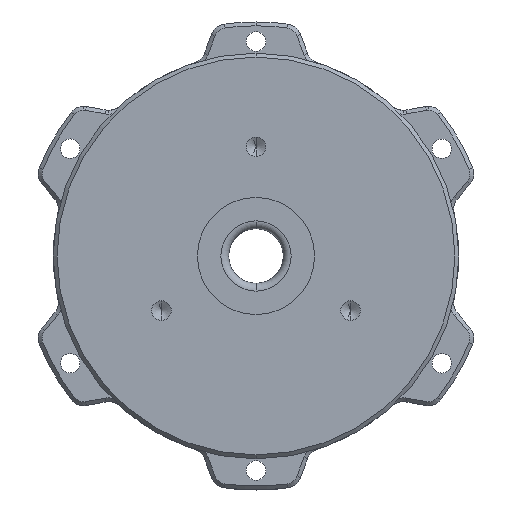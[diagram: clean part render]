
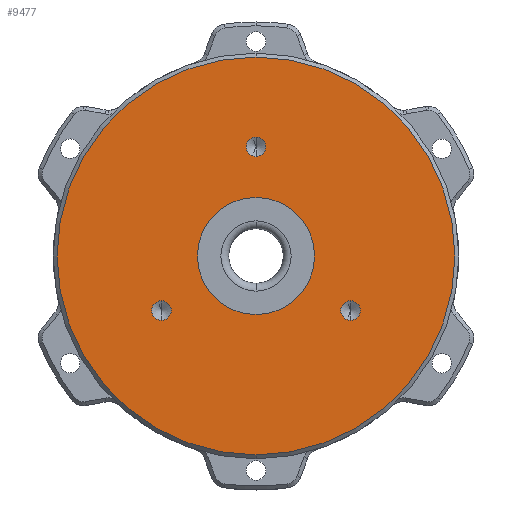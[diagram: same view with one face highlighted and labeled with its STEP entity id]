
A CAD part, front view. The second image highlights one B-rep face of the part: STEP entity #9477.
In plain terms, the highlighted planar face has unit normal (0, -1, 0).
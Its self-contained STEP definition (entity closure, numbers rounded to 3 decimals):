
#85 = CIRCLE ( 'NONE', #5194, 1.25 ) ;
#131 = AXIS2_PLACEMENT_3D ( 'NONE', #3558, #2771, #2809 ) ;
#200 = CARTESIAN_POINT ( 'NONE',  ( 0., 0., 15.25 ) ) ;
#272 = ORIENTED_EDGE ( 'NONE', *, *, #8178, .T. ) ;
#278 = CIRCLE ( 'NONE', #9293, 25.5 ) ;
#325 = CARTESIAN_POINT ( 'NONE',  ( 12.124, 0., -5.75 ) ) ;
#340 = DIRECTION ( 'NONE',  ( 0., 0., -1. ) ) ;
#519 = CARTESIAN_POINT ( 'NONE',  ( 0., 0., 0. ) ) ;
#606 = CARTESIAN_POINT ( 'NONE',  ( 12.124, 0., -7. ) ) ;
#830 = EDGE_CURVE ( 'NONE', #3670, #9313, #7398, .T. ) ;
#857 = EDGE_CURVE ( 'NONE', #1963, #4485, #278, .T. ) ;
#908 = AXIS2_PLACEMENT_3D ( 'NONE', #606, #2892, #1310 ) ;
#974 = VERTEX_POINT ( 'NONE', #3003 ) ;
#1012 = EDGE_LOOP ( 'NONE', ( #5653, #7813 ) ) ;
#1310 = DIRECTION ( 'NONE',  ( 0., 0., -1. ) ) ;
#1663 = DIRECTION ( 'NONE',  ( 0., -1., 0. ) ) ;
#1758 = CIRCLE ( 'NONE', #908, 1.25 ) ;
#1769 = DIRECTION ( 'NONE',  ( 0., -1., 0. ) ) ;
#1875 = FACE_OUTER_BOUND ( 'NONE', #3458, .T. ) ;
#1891 = EDGE_CURVE ( 'NONE', #4485, #1963, #5006, .T. ) ;
#1894 = EDGE_CURVE ( 'NONE', #3995, #7895, #9754, .T. ) ;
#1904 = EDGE_CURVE ( 'NONE', #9313, #3670, #3207, .T. ) ;
#1917 = DIRECTION ( 'NONE',  ( 0., -1., 0. ) ) ;
#1963 = VERTEX_POINT ( 'NONE', #2588 ) ;
#2282 = CARTESIAN_POINT ( 'NONE',  ( -12.124, 0., -5.75 ) ) ;
#2312 = AXIS2_PLACEMENT_3D ( 'NONE', #5638, #9418, #6408 ) ;
#2351 = AXIS2_PLACEMENT_3D ( 'NONE', #8044, #9425, #6436 ) ;
#2417 = CIRCLE ( 'NONE', #9475, 7.5 ) ;
#2588 = CARTESIAN_POINT ( 'NONE',  ( 0., 0., -25.5 ) ) ;
#2673 = VERTEX_POINT ( 'NONE', #325 ) ;
#2690 = CARTESIAN_POINT ( 'NONE',  ( 0., 0., 0. ) ) ;
#2758 = CARTESIAN_POINT ( 'NONE',  ( 0., 0., 0. ) ) ;
#2763 = ORIENTED_EDGE ( 'NONE', *, *, #857, .T. ) ;
#2771 = DIRECTION ( 'NONE',  ( 0., -1., 0. ) ) ;
#2809 = DIRECTION ( 'NONE',  ( 0., 0., -1. ) ) ;
#2892 = DIRECTION ( 'NONE',  ( 0., -1., 0. ) ) ;
#3003 = CARTESIAN_POINT ( 'NONE',  ( 0., 0., 7.5 ) ) ;
#3207 = CIRCLE ( 'NONE', #2351, 1.25 ) ;
#3383 = EDGE_LOOP ( 'NONE', ( #8821, #7898 ) ) ;
#3421 = EDGE_CURVE ( 'NONE', #974, #5978, #5290, .T. ) ;
#3441 = DIRECTION ( 'NONE',  ( 0., 0., -1. ) ) ;
#3458 = EDGE_LOOP ( 'NONE', ( #9542, #2763 ) ) ;
#3558 = CARTESIAN_POINT ( 'NONE',  ( 0., 0., 0. ) ) ;
#3591 = CARTESIAN_POINT ( 'NONE',  ( -12.124, 0., -7. ) ) ;
#3670 = VERTEX_POINT ( 'NONE', #3753 ) ;
#3753 = CARTESIAN_POINT ( 'NONE',  ( 0., 0., 12.75 ) ) ;
#3767 = EDGE_CURVE ( 'NONE', #7895, #3995, #9438, .T. ) ;
#3995 = VERTEX_POINT ( 'NONE', #9481 ) ;
#4381 = DIRECTION ( 'NONE',  ( 0., 0., -1. ) ) ;
#4485 = VERTEX_POINT ( 'NONE', #7936 ) ;
#4759 = DIRECTION ( 'NONE',  ( 0., -1., 0. ) ) ;
#5006 = CIRCLE ( 'NONE', #131, 25.5 ) ;
#5134 = DIRECTION ( 'NONE',  ( 0., 1., 0. ) ) ;
#5194 = AXIS2_PLACEMENT_3D ( 'NONE', #9283, #4759, #9389 ) ;
#5206 = FACE_BOUND ( 'NONE', #5639, .T. ) ;
#5290 = CIRCLE ( 'NONE', #6999, 7.5 ) ;
#5431 = ORIENTED_EDGE ( 'NONE', *, *, #3421, .T. ) ;
#5638 = CARTESIAN_POINT ( 'NONE',  ( -26., 0., 0. ) ) ;
#5639 = EDGE_LOOP ( 'NONE', ( #272, #5431 ) ) ;
#5653 = ORIENTED_EDGE ( 'NONE', *, *, #8803, .F. ) ;
#5978 = VERTEX_POINT ( 'NONE', #6431 ) ;
#6009 = EDGE_LOOP ( 'NONE', ( #7314, #8013 ) ) ;
#6203 = DIRECTION ( 'NONE',  ( 0., 0., -1. ) ) ;
#6305 = CARTESIAN_POINT ( 'NONE',  ( -12.124, 0., -7. ) ) ;
#6408 = DIRECTION ( 'NONE',  ( 0., 0., -1. ) ) ;
#6431 = CARTESIAN_POINT ( 'NONE',  ( 0., 0., -7.5 ) ) ;
#6436 = DIRECTION ( 'NONE',  ( 0., 0., -1. ) ) ;
#6484 = DIRECTION ( 'NONE',  ( 0., 1., 0. ) ) ;
#6878 = EDGE_CURVE ( 'NONE', #2673, #7884, #85, .T. ) ;
#6929 = CARTESIAN_POINT ( 'NONE',  ( 12.124, 0., -8.25 ) ) ;
#6999 = AXIS2_PLACEMENT_3D ( 'NONE', #2758, #6484, #3441 ) ;
#7062 = DIRECTION ( 'NONE',  ( 0., 0., -1. ) ) ;
#7213 = FACE_BOUND ( 'NONE', #3383, .T. ) ;
#7314 = ORIENTED_EDGE ( 'NONE', *, *, #1894, .F. ) ;
#7398 = CIRCLE ( 'NONE', #8664, 1.25 ) ;
#7813 = ORIENTED_EDGE ( 'NONE', *, *, #6878, .F. ) ;
#7884 = VERTEX_POINT ( 'NONE', #6929 ) ;
#7891 = PLANE ( 'NONE',  #2312 ) ;
#7895 = VERTEX_POINT ( 'NONE', #2282 ) ;
#7898 = ORIENTED_EDGE ( 'NONE', *, *, #1904, .F. ) ;
#7928 = FACE_BOUND ( 'NONE', #1012, .T. ) ;
#7936 = CARTESIAN_POINT ( 'NONE',  ( 0., 0., 25.5 ) ) ;
#8013 = ORIENTED_EDGE ( 'NONE', *, *, #3767, .F. ) ;
#8044 = CARTESIAN_POINT ( 'NONE',  ( 0., 0., 14. ) ) ;
#8103 = DIRECTION ( 'NONE',  ( 0., 0., -1. ) ) ;
#8120 = AXIS2_PLACEMENT_3D ( 'NONE', #3591, #8912, #4381 ) ;
#8178 = EDGE_CURVE ( 'NONE', #5978, #974, #2417, .T. ) ;
#8330 = AXIS2_PLACEMENT_3D ( 'NONE', #6305, #1769, #7062 ) ;
#8664 = AXIS2_PLACEMENT_3D ( 'NONE', #8734, #1917, #340 ) ;
#8734 = CARTESIAN_POINT ( 'NONE',  ( 0., 0., 14. ) ) ;
#8803 = EDGE_CURVE ( 'NONE', #7884, #2673, #1758, .T. ) ;
#8821 = ORIENTED_EDGE ( 'NONE', *, *, #830, .F. ) ;
#8912 = DIRECTION ( 'NONE',  ( 0., -1., 0. ) ) ;
#9240 = FACE_BOUND ( 'NONE', #6009, .T. ) ;
#9283 = CARTESIAN_POINT ( 'NONE',  ( 12.124, 0., -7. ) ) ;
#9293 = AXIS2_PLACEMENT_3D ( 'NONE', #2690, #1663, #6203 ) ;
#9313 = VERTEX_POINT ( 'NONE', #200 ) ;
#9389 = DIRECTION ( 'NONE',  ( 0., 0., -1. ) ) ;
#9418 = DIRECTION ( 'NONE',  ( 0., -1., 0. ) ) ;
#9425 = DIRECTION ( 'NONE',  ( 0., -1., 0. ) ) ;
#9438 = CIRCLE ( 'NONE', #8330, 1.25 ) ;
#9475 = AXIS2_PLACEMENT_3D ( 'NONE', #519, #5134, #8103 ) ;
#9477 = ADVANCED_FACE ( 'NONE', ( #9240, #7928, #7213, #1875, #5206 ), #7891, .T. ) ;
#9481 = CARTESIAN_POINT ( 'NONE',  ( -12.124, 0., -8.25 ) ) ;
#9542 = ORIENTED_EDGE ( 'NONE', *, *, #1891, .T. ) ;
#9754 = CIRCLE ( 'NONE', #8120, 1.25 ) ;
